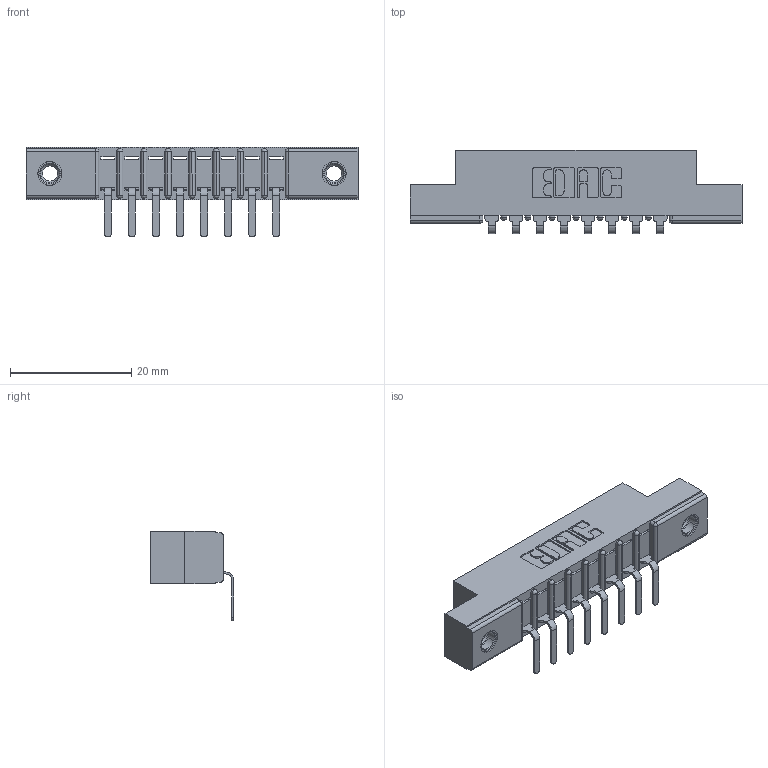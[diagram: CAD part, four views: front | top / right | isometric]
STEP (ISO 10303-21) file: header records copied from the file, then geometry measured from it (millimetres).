
FILE_DESCRIPTION (( 'STEP AP203' ), '1' );
FILE_NAME ('357-008-559-107.STEP', '2022-07-13T00:09:39', ( '' ), ( '' ), 'SwSTEP 2.0', 'SolidWorks 2020', '' );
FILE_SCHEMA (( 'CONFIG_CONTROL_DESIGN' ));
Length unit declared in the file: inch
Products named in the file (4): 307-290-001_558 559 - 1 (Single); 345-250-001_345-250-005-103; 357-008-559-107; 307 Part_.156 Dia Mounting Holes
Assembly tree (11 placements, depth 2):
  357-008-559-107
    307 Part_.156 Dia Mounting Holes
    307-290-001_558 559 - 1 (Single)  x8
    345-250-001_345-250-005-103  x2
Bounding box: 54.71 x 13.7 x 14.81 mm (x, y, z)
Volume: 3480 mm3; surface area: 4930.6 mm2
Topology: 11 solids, 11 shells, 667 faces, 1851 edges, 1190 vertices
Faces by surface type: plane 414, cylinder 219, sphere 18, cone 12, torus 4
Entity records: 12339 total; most frequent: CARTESIAN_POINT 2047, ORIENTED_EDGE 2026, DIRECTION 2021, EDGE_CURVE 1013, LINE 761, VECTOR 761, VERTEX_POINT 656, AXIS2_PLACEMENT_3D 630
